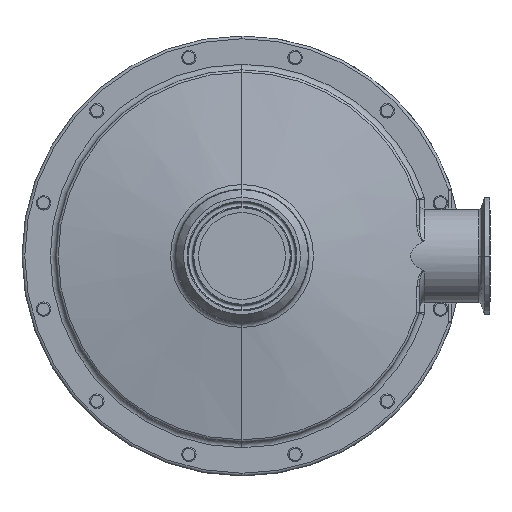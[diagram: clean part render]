
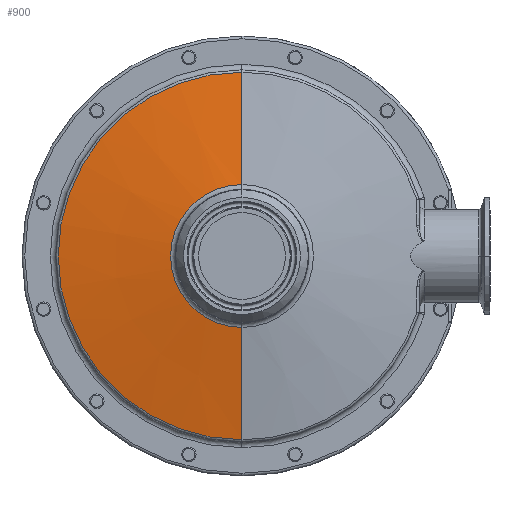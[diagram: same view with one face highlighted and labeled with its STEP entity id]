
A CAD part, front view. The second image highlights one B-rep face of the part: STEP entity #900.
In plain terms, the highlighted conical face has half-angle 80 degrees and reference radius 36.513 mm.
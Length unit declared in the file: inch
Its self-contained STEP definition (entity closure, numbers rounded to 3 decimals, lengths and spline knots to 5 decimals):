
#224 = CIRCLE ( 'NONE', #629, 3.95592 ) ;
#629 = AXIS2_PLACEMENT_3D ( 'NONE', #2982, #1109, #10808 ) ;
#834 = VERTEX_POINT ( 'NONE', #8679 ) ;
#900 = ADVANCED_FACE ( 'Defeatured_0_7', ( #8459 ), #8769, .T. ) ;
#1109 = DIRECTION ( 'NONE',  ( 0., -1., 0. ) ) ;
#1482 = AXIS2_PLACEMENT_3D ( 'NONE', #5365, #6333, #1490 ) ;
#1490 = DIRECTION ( 'NONE',  ( 0., 0., 1. ) ) ;
#1603 = CARTESIAN_POINT ( 'NONE',  ( 0., 1.66019, 0. ) ) ;
#1935 = ORIENTED_EDGE ( 'NONE', *, *, #7762, .T. ) ;
#2122 = EDGE_LOOP ( 'NONE', ( #10232, #1935, #5373, #4890 ) ) ;
#2982 = CARTESIAN_POINT ( 'NONE',  ( 0., 2.10426, 0. ) ) ;
#3254 = EDGE_CURVE ( 'NONE', #5326, #10090, #7910, .T. ) ;
#3474 = CARTESIAN_POINT ( 'NONE',  ( 0., 1.66019, 1.4375 ) ) ;
#4194 = VERTEX_POINT ( 'NONE', #9130 ) ;
#4890 = ORIENTED_EDGE ( 'NONE', *, *, #12089, .T. ) ;
#5167 = CARTESIAN_POINT ( 'NONE',  ( 0., 2.10426, -3.95592 ) ) ;
#5326 = VERTEX_POINT ( 'NONE', #8065 ) ;
#5365 = CARTESIAN_POINT ( 'NONE',  ( 0., 1.67768, 0. ) ) ;
#5373 = ORIENTED_EDGE ( 'NONE', *, *, #6729, .T. ) ;
#5525 = DIRECTION ( 'NONE',  ( 0., 1., 0. ) ) ;
#6333 = DIRECTION ( 'NONE',  ( 0., 1., 0. ) ) ;
#6729 = EDGE_CURVE ( 'NONE', #4194, #834, #8147, .T. ) ;
#7762 = EDGE_CURVE ( 'Defeatured_0_7+Defeatured_0_37+Defeatured_0_37+Defeatured_0_37', #5326, #4194, #11080, .T. ) ;
#7910 = LINE ( 'NONE', #9204, #8654 ) ;
#8065 = CARTESIAN_POINT ( 'NONE',  ( 0., 1.67768, -1.53666 ) ) ;
#8147 = LINE ( 'NONE', #3474, #12076 ) ;
#8459 = FACE_OUTER_BOUND ( 'NONE', #2122, .T. ) ;
#8654 = VECTOR ( 'NONE', #9160, 39.37008 ) ;
#8679 = CARTESIAN_POINT ( 'NONE',  ( 0., 2.10426, 3.95592 ) ) ;
#8769 = CONICAL_SURFACE ( 'NONE', #9564, 1.4375, 1.396 ) ;
#9130 = CARTESIAN_POINT ( 'NONE',  ( 0., 1.67768, 1.53666 ) ) ;
#9160 = DIRECTION ( 'NONE',  ( 0., 0.174, -0.985 ) ) ;
#9204 = CARTESIAN_POINT ( 'NONE',  ( 0., 1.66019, -1.4375 ) ) ;
#9564 = AXIS2_PLACEMENT_3D ( 'NONE', #1603, #5525, #12169 ) ;
#10090 = VERTEX_POINT ( 'NONE', #5167 ) ;
#10232 = ORIENTED_EDGE ( 'NONE', *, *, #3254, .F. ) ;
#10808 = DIRECTION ( 'NONE',  ( 0., 0., -1. ) ) ;
#11080 = CIRCLE ( 'NONE', #1482, 1.53666 ) ;
#11257 = DIRECTION ( 'NONE',  ( 0., 0.174, 0.985 ) ) ;
#12076 = VECTOR ( 'NONE', #11257, 39.37008 ) ;
#12089 = EDGE_CURVE ( 'Defeatured_0_7+Defeatured_0_21+Defeatured_0_39+Defeatured_0_42', #834, #10090, #224, .T. ) ;
#12169 = DIRECTION ( 'NONE',  ( 0., 0., 1. ) ) ;
